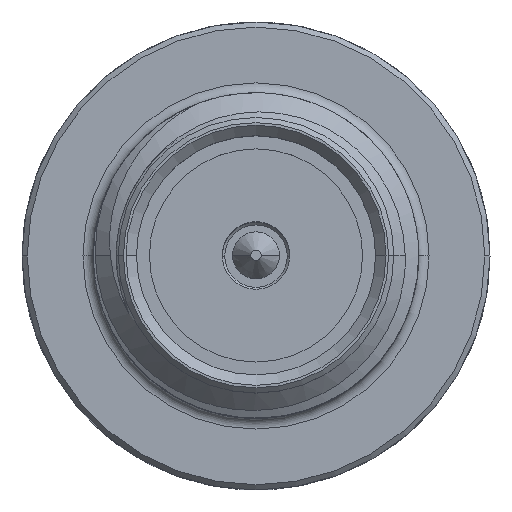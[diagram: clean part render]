
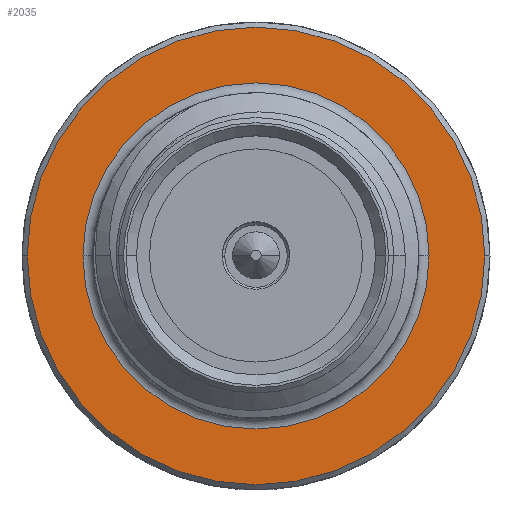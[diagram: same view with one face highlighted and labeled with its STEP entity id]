
A CAD part, top view. The second image highlights one B-rep face of the part: STEP entity #2035.
In plain terms, the highlighted planar face has unit normal (0, 0, 1).
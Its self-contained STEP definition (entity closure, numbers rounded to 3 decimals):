
#188 = DIRECTION ( 'NONE',  ( 0., 0., -1. ) ) ;
#236 = DIRECTION ( 'NONE',  ( -1., 0., 0. ) ) ;
#284 = CARTESIAN_POINT ( 'NONE',  ( 3.329, 0., -7.925 ) ) ;
#288 = DIRECTION ( 'NONE',  ( 0., 0., 1. ) ) ;
#395 = EDGE_CURVE ( 'NONE', #1111, #443, #3040, .T. ) ;
#443 = VERTEX_POINT ( 'NONE', #1539 ) ;
#507 = CIRCLE ( 'NONE', #876, 4.4 ) ;
#863 = VERTEX_POINT ( 'NONE', #2853 ) ;
#876 = AXIS2_PLACEMENT_3D ( 'NONE', #880, #288, #3545 ) ;
#880 = CARTESIAN_POINT ( 'NONE',  ( 0., 0., -7.925 ) ) ;
#1014 = CARTESIAN_POINT ( 'NONE',  ( 0., 4.5, -7.925 ) ) ;
#1111 = VERTEX_POINT ( 'NONE', #2360 ) ;
#1181 = DIRECTION ( 'NONE',  ( 0., 0., 1. ) ) ;
#1365 = CIRCLE ( 'NONE', #1494, 3.329 ) ;
#1429 = DIRECTION ( 'NONE',  ( 1., 0., 0. ) ) ;
#1483 = AXIS2_PLACEMENT_3D ( 'NONE', #1014, #188, #2562 ) ;
#1494 = AXIS2_PLACEMENT_3D ( 'NONE', #3009, #3582, #3856 ) ;
#1539 = CARTESIAN_POINT ( 'NONE',  ( -4.4, 0., -7.925 ) ) ;
#1651 = FACE_BOUND ( 'NONE', #2450, .T. ) ;
#1687 = ORIENTED_EDGE ( 'NONE', *, *, #1692, .F. ) ;
#1692 = EDGE_CURVE ( 'NONE', #863, #2110, #3167, .T. ) ;
#1697 = EDGE_LOOP ( 'NONE', ( #2901, #3518 ) ) ;
#2035 = ADVANCED_FACE ( 'NONE', ( #3107, #1651 ), #2779, .F. ) ;
#2047 = AXIS2_PLACEMENT_3D ( 'NONE', #2649, #1181, #1429 ) ;
#2110 = VERTEX_POINT ( 'NONE', #284 ) ;
#2360 = CARTESIAN_POINT ( 'NONE',  ( 4.4, 0., -7.925 ) ) ;
#2450 = EDGE_LOOP ( 'NONE', ( #3439, #1687 ) ) ;
#2562 = DIRECTION ( 'NONE',  ( -1., 0., 0. ) ) ;
#2649 = CARTESIAN_POINT ( 'NONE',  ( 0., 0., -7.925 ) ) ;
#2664 = EDGE_CURVE ( 'NONE', #2110, #863, #1365, .T. ) ;
#2779 = PLANE ( 'NONE',  #1483 ) ;
#2853 = CARTESIAN_POINT ( 'NONE',  ( -3.329, 0., -7.925 ) ) ;
#2901 = ORIENTED_EDGE ( 'NONE', *, *, #3764, .T. ) ;
#2947 = CARTESIAN_POINT ( 'NONE',  ( 0., 0., -7.925 ) ) ;
#3009 = CARTESIAN_POINT ( 'NONE',  ( 0., 0., -7.925 ) ) ;
#3032 = DIRECTION ( 'NONE',  ( 0., 0., 1. ) ) ;
#3040 = CIRCLE ( 'NONE', #3795, 4.4 ) ;
#3107 = FACE_OUTER_BOUND ( 'NONE', #1697, .T. ) ;
#3167 = CIRCLE ( 'NONE', #2047, 3.329 ) ;
#3439 = ORIENTED_EDGE ( 'NONE', *, *, #2664, .F. ) ;
#3518 = ORIENTED_EDGE ( 'NONE', *, *, #395, .T. ) ;
#3545 = DIRECTION ( 'NONE',  ( -1., 0., 0. ) ) ;
#3582 = DIRECTION ( 'NONE',  ( 0., 0., 1. ) ) ;
#3764 = EDGE_CURVE ( 'NONE', #443, #1111, #507, .T. ) ;
#3795 = AXIS2_PLACEMENT_3D ( 'NONE', #2947, #3032, #236 ) ;
#3856 = DIRECTION ( 'NONE',  ( 1., 0., 0. ) ) ;
